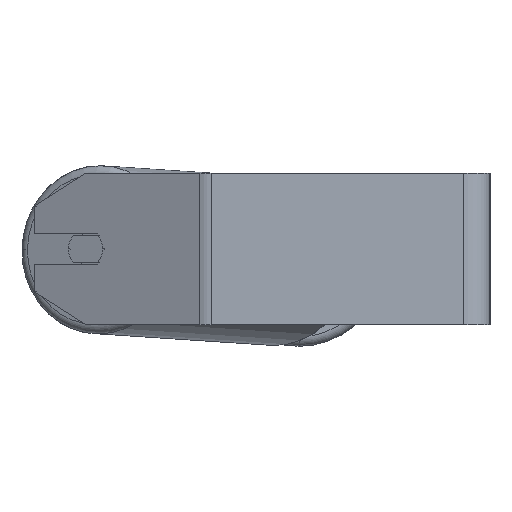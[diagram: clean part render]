
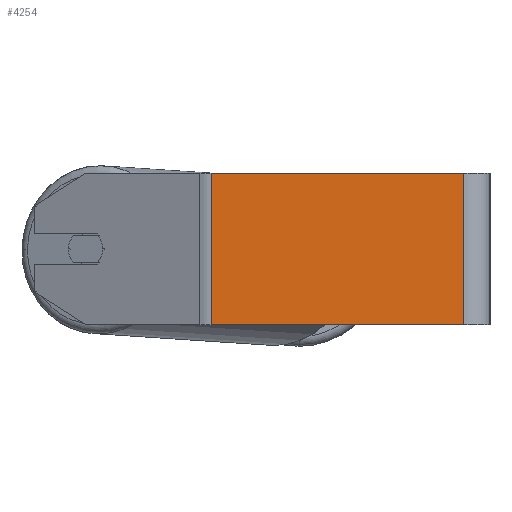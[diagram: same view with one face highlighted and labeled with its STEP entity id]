
A CAD part, left-side view. The second image highlights one B-rep face of the part: STEP entity #4254.
In plain terms, the highlighted planar face has unit normal (-1, 0, 0).
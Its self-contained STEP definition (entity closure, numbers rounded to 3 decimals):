
#153 = EDGE_CURVE ( 'NONE', #8447, #6772, #1159, .T. ) ;
#308 = LINE ( 'NONE', #4415, #5973 ) ;
#484 = EDGE_CURVE ( 'NONE', #6772, #6786, #308, .T. ) ;
#802 = VECTOR ( 'NONE', #2067, 1000. ) ;
#898 = EDGE_LOOP ( 'NONE', ( #5383, #5275, #8330, #4811 ) ) ;
#1159 = LINE ( 'NONE', #1205, #4841 ) ;
#1205 = CARTESIAN_POINT ( 'NONE',  ( -400., 150.608, 40. ) ) ;
#1330 = LINE ( 'NONE', #2659, #3978 ) ;
#1780 = DIRECTION ( 'NONE',  ( 0., -1., 0. ) ) ;
#1891 = EDGE_CURVE ( 'NONE', #8447, #2721, #1330, .T. ) ;
#1929 = LINE ( 'NONE', #4052, #802 ) ;
#2067 = DIRECTION ( 'NONE',  ( 0., -1., 0. ) ) ;
#2659 = CARTESIAN_POINT ( 'NONE',  ( -400., 147.504, 40. ) ) ;
#2721 = VERTEX_POINT ( 'NONE', #6285 ) ;
#3572 = DIRECTION ( 'NONE',  ( 1., 0., 0. ) ) ;
#3978 = VECTOR ( 'NONE', #5263, 1000. ) ;
#4052 = CARTESIAN_POINT ( 'NONE',  ( -400., 150.608, -40. ) ) ;
#4109 = PLANE ( 'NONE',  #5866 ) ;
#4159 = CARTESIAN_POINT ( 'NONE',  ( -400., 14., 40. ) ) ;
#4233 = CARTESIAN_POINT ( 'NONE',  ( -400., 14., -40. ) ) ;
#4254 = ADVANCED_FACE ( 'NONE', ( #8204 ), #4109, .F. ) ;
#4415 = CARTESIAN_POINT ( 'NONE',  ( -400., 14., 40. ) ) ;
#4811 = ORIENTED_EDGE ( 'NONE', *, *, #1891, .T. ) ;
#4841 = VECTOR ( 'NONE', #1780, 1000. ) ;
#5263 = DIRECTION ( 'NONE',  ( 0., 0., -1. ) ) ;
#5275 = ORIENTED_EDGE ( 'NONE', *, *, #484, .F. ) ;
#5383 = ORIENTED_EDGE ( 'NONE', *, *, #5780, .T. ) ;
#5780 = EDGE_CURVE ( 'NONE', #2721, #6786, #1929, .T. ) ;
#5824 = CARTESIAN_POINT ( 'NONE',  ( -400., 147.504, 40. ) ) ;
#5839 = DIRECTION ( 'NONE',  ( 0., 0., -1. ) ) ;
#5866 = AXIS2_PLACEMENT_3D ( 'NONE', #6823, #3572, #6909 ) ;
#5973 = VECTOR ( 'NONE', #5839, 1000. ) ;
#6285 = CARTESIAN_POINT ( 'NONE',  ( -400., 147.504, -40. ) ) ;
#6772 = VERTEX_POINT ( 'NONE', #4159 ) ;
#6786 = VERTEX_POINT ( 'NONE', #4233 ) ;
#6823 = CARTESIAN_POINT ( 'NONE',  ( -400., 150.608, 40. ) ) ;
#6909 = DIRECTION ( 'NONE',  ( 0., 0., -1. ) ) ;
#8204 = FACE_OUTER_BOUND ( 'NONE', #898, .T. ) ;
#8330 = ORIENTED_EDGE ( 'NONE', *, *, #153, .F. ) ;
#8447 = VERTEX_POINT ( 'NONE', #5824 ) ;
